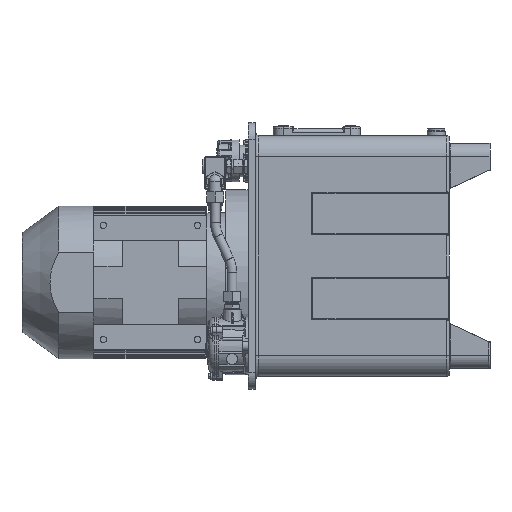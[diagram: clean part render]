
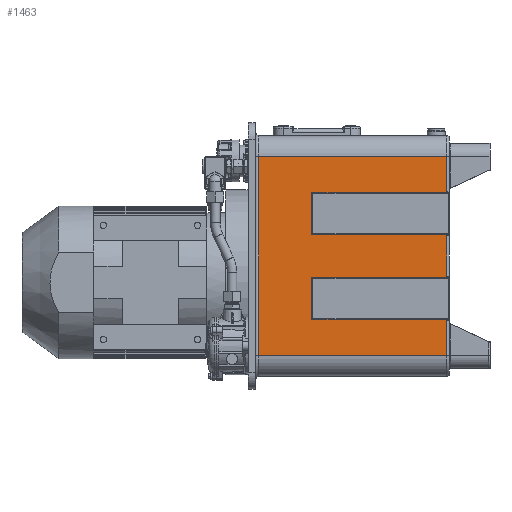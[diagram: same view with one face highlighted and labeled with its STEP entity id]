
A CAD part, left-side view. The second image highlights one B-rep face of the part: STEP entity #1463.
In plain terms, the highlighted planar face has unit normal (-1, 0, 0).
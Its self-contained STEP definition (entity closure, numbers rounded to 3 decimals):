
#1463=ADVANCED_FACE('',(#16920),#16922,.T.);
#16920=FACE_BOUND('',#16921,.T.);
#16921=EDGE_LOOP('',(#35899,#35900,#35901,#35902,#35903,#35904,#35905,#35906,#35907,
#35908,#35909,#35910,#35911,#35912,#35913,#35914));
#16922=PLANE('',#16923);
#16923=AXIS2_PLACEMENT_3D('',#16924,#16925,#16926);
#16924=CARTESIAN_POINT('',(-473.,-328.,-219.));
#16925=DIRECTION('',(-1.,0.,0.));
#16926=DIRECTION('',(0.,0.,1.));
#35899=ORIENTED_EDGE('',*,*,#49406,.F.);
#35900=ORIENTED_EDGE('',*,*,#49310,.F.);
#35901=ORIENTED_EDGE('',*,*,#49405,.F.);
#35902=ORIENTED_EDGE('',*,*,#49407,.F.);
#35903=ORIENTED_EDGE('',*,*,#49408,.F.);
#35904=ORIENTED_EDGE('',*,*,#49409,.F.);
#35905=ORIENTED_EDGE('',*,*,#49410,.F.);
#35906=ORIENTED_EDGE('',*,*,#49411,.F.);
#35907=ORIENTED_EDGE('',*,*,#49412,.F.);
#35908=ORIENTED_EDGE('',*,*,#49413,.F.);
#35909=ORIENTED_EDGE('',*,*,#49414,.F.);
#35910=ORIENTED_EDGE('',*,*,#49415,.F.);
#35911=ORIENTED_EDGE('',*,*,#49416,.F.);
#35912=ORIENTED_EDGE('',*,*,#49417,.F.);
#35913=ORIENTED_EDGE('',*,*,#49418,.F.);
#35914=ORIENTED_EDGE('',*,*,#49419,.F.);
#49310=EDGE_CURVE('',#54249,#54246,#54250,.T.);
#49405=EDGE_CURVE('',#54406,#54249,#54408,.T.);
#49406=EDGE_CURVE('',#54246,#54409,#54410,.T.);
#49407=EDGE_CURVE('',#54411,#54406,#54412,.T.);
#49408=EDGE_CURVE('',#54413,#54411,#54414,.T.);
#49409=EDGE_CURVE('',#54415,#54413,#54416,.T.);
#49410=EDGE_CURVE('',#54417,#54415,#54418,.T.);
#49411=EDGE_CURVE('',#54419,#54417,#54420,.T.);
#49412=EDGE_CURVE('',#54421,#54419,#54422,.T.);
#49413=EDGE_CURVE('',#54423,#54421,#54424,.T.);
#49414=EDGE_CURVE('',#54425,#54423,#54426,.T.);
#49415=EDGE_CURVE('',#54427,#54425,#54428,.T.);
#49416=EDGE_CURVE('',#54429,#54427,#54430,.T.);
#49417=EDGE_CURVE('',#54431,#54429,#54432,.T.);
#49418=EDGE_CURVE('',#54433,#54431,#54434,.T.);
#49419=EDGE_CURVE('',#54409,#54433,#54435,.T.);
#54246=VERTEX_POINT('',#62963);
#54249=VERTEX_POINT('',#62972);
#54250=LINE('',#62973,#62974);
#54406=VERTEX_POINT('',#64133);
#54408=LINE('',#64138,#64139);
#54409=VERTEX_POINT('',#64141);
#54410=LINE('',#64142,#64143);
#54411=VERTEX_POINT('',#64145);
#54412=LINE('',#64146,#64147);
#54413=VERTEX_POINT('',#64149);
#54414=LINE('',#64150,#64151);
#54415=VERTEX_POINT('',#64153);
#54416=LINE('',#64154,#64155);
#54417=VERTEX_POINT('',#64157);
#54418=LINE('',#64158,#64159);
#54419=VERTEX_POINT('',#64161);
#54420=LINE('',#64162,#64163);
#54421=VERTEX_POINT('',#64165);
#54422=LINE('',#64166,#64167);
#54423=VERTEX_POINT('',#64169);
#54424=LINE('',#64170,#64171);
#54425=VERTEX_POINT('',#64173);
#54426=LINE('',#64174,#64175);
#54427=VERTEX_POINT('',#64177);
#54428=LINE('',#64178,#64179);
#54429=VERTEX_POINT('',#64181);
#54430=LINE('',#64182,#64183);
#54431=VERTEX_POINT('',#64185);
#54432=LINE('',#64186,#64187);
#54433=VERTEX_POINT('',#64189);
#54434=LINE('',#64190,#64191);
#54435=LINE('',#64193,#64194);
#62963=CARTESIAN_POINT('',(-473.,33.,157.));
#62972=CARTESIAN_POINT('',(-473.,33.,-219.));
#62973=CARTESIAN_POINT('',(-473.,33.,-219.));
#62974=VECTOR('',#62975,1.);
#62975=DIRECTION('',(0.,0.,1.));
#64133=CARTESIAN_POINT('',(-473.,-323.,-219.));
#64138=CARTESIAN_POINT('',(-473.,-323.,-219.));
#64139=VECTOR('',#64140,1.);
#64140=DIRECTION('',(0.,1.,0.));
#64141=CARTESIAN_POINT('',(-473.,-323.,157.));
#64142=CARTESIAN_POINT('',(-473.,33.,157.));
#64143=VECTOR('',#64144,1.);
#64144=DIRECTION('',(0.,-1.,0.));
#64145=CARTESIAN_POINT('',(-473.,-323.,-152.464));
#64146=CARTESIAN_POINT('',(-473.,-323.,-152.464));
#64147=VECTOR('',#64148,1.);
#64148=DIRECTION('',(0.,0.,-1.));
#64149=CARTESIAN_POINT('',(-473.,-323.,-151.));
#64150=CARTESIAN_POINT('',(-473.,-323.,-151.));
#64151=VECTOR('',#64152,1.);
#64152=DIRECTION('',(0.,0.,-1.));
#64153=CARTESIAN_POINT('',(-473.,-68.,-151.));
#64154=CARTESIAN_POINT('',(-473.,-68.,-151.));
#64155=VECTOR('',#64156,1.);
#64156=DIRECTION('',(0.,-1.,0.));
#64157=CARTESIAN_POINT('',(-473.,-68.,-71.));
#64158=CARTESIAN_POINT('',(-473.,-68.,-71.));
#64159=VECTOR('',#64160,1.);
#64160=DIRECTION('',(0.,0.,-1.));
#64161=CARTESIAN_POINT('',(-473.,-323.,-71.));
#64162=CARTESIAN_POINT('',(-473.,-323.,-71.));
#64163=VECTOR('',#64164,1.);
#64164=DIRECTION('',(0.,1.,0.));
#64165=CARTESIAN_POINT('',(-473.,-323.,-69.536));
#64166=CARTESIAN_POINT('',(-473.,-323.,-69.536));
#64167=VECTOR('',#64168,1.);
#64168=DIRECTION('',(0.,0.,-1.));
#64169=CARTESIAN_POINT('',(-473.,-323.,7.536));
#64170=CARTESIAN_POINT('',(-473.,-323.,7.536));
#64171=VECTOR('',#64172,1.);
#64172=DIRECTION('',(0.,0.,-1.));
#64173=CARTESIAN_POINT('',(-473.,-323.,9.));
#64174=CARTESIAN_POINT('',(-473.,-323.,9.));
#64175=VECTOR('',#64176,1.);
#64176=DIRECTION('',(0.,0.,-1.));
#64177=CARTESIAN_POINT('',(-473.,-68.,9.));
#64178=CARTESIAN_POINT('',(-473.,-68.,9.));
#64179=VECTOR('',#64180,1.);
#64180=DIRECTION('',(0.,-1.,0.));
#64181=CARTESIAN_POINT('',(-473.,-68.,89.));
#64182=CARTESIAN_POINT('',(-473.,-68.,89.));
#64183=VECTOR('',#64184,1.);
#64184=DIRECTION('',(0.,0.,-1.));
#64185=CARTESIAN_POINT('',(-473.,-323.,89.));
#64186=CARTESIAN_POINT('',(-473.,-323.,89.));
#64187=VECTOR('',#64188,1.);
#64188=DIRECTION('',(0.,1.,0.));
#64189=CARTESIAN_POINT('',(-473.,-323.,90.464));
#64190=CARTESIAN_POINT('',(-473.,-323.,90.464));
#64191=VECTOR('',#64192,1.);
#64192=DIRECTION('',(0.,0.,-1.));
#64193=CARTESIAN_POINT('',(-473.,-323.,157.));
#64194=VECTOR('',#64195,1.);
#64195=DIRECTION('',(0.,0.,-1.));
